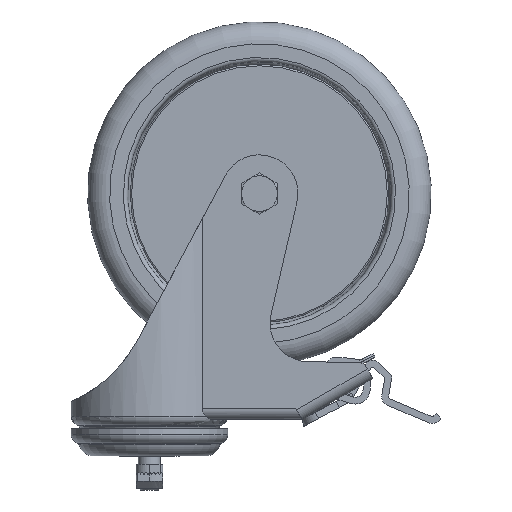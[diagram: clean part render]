
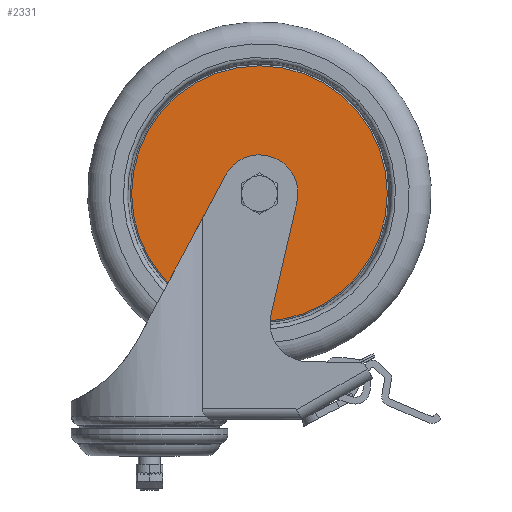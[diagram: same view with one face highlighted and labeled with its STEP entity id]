
A CAD part, front view. The second image highlights one B-rep face of the part: STEP entity #2331.
In plain terms, the highlighted face is planar.
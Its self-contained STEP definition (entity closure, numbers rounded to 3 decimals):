
#2331=ADVANCED_FACE('',(#2893,#2894),#2895,.T.);
#2893=FACE_BOUND('',#3894,.T.);
#2894=FACE_OUTER_BOUND('',#3895,.T.);
#2895=PLANE('',#3896);
#3894=EDGE_LOOP('',(#5401));
#3895=EDGE_LOOP('',(#5402));
#3896=AXIS2_PLACEMENT_3D('',#5403,#5404,#5405);
#5401=ORIENTED_EDGE('',*,*,#8528,.T.);
#5402=ORIENTED_EDGE('',*,*,#8532,.F.);
#5403=CARTESIAN_POINT('',(46.5,0.0,0.));
#5404=DIRECTION('',(0.0,0.0,-1.0));
#5405=DIRECTION('',(-1.0,0.0,0.0));
#8528=EDGE_CURVE('',#9821,#9821,#9822,.T.);
#8532=EDGE_CURVE('',#9829,#9829,#9830,.T.);
#9821=VERTEX_POINT('',#11915);
#9822=CIRCLE('',#11916,10.0);
#9829=VERTEX_POINT('',#11923);
#9830=CIRCLE('',#11924,46.5);
#11915=CARTESIAN_POINT('',(10.0,0.0,0.0));
#11916=AXIS2_PLACEMENT_3D('',#14935,#14936,#14937);
#11923=CARTESIAN_POINT('',(46.5,0.0,0.));
#11924=AXIS2_PLACEMENT_3D('',#14947,#14948,#14949);
#14935=CARTESIAN_POINT('',(0.0,0.0,0.0));
#14936=DIRECTION('',(0.0,0.0,1.0));
#14937=DIRECTION('',(1.0,0.0,0.0));
#14947=CARTESIAN_POINT('',(0.0,0.0,0.));
#14948=DIRECTION('',(0.0,0.0,1.0));
#14949=DIRECTION('',(1.0,0.0,0.0));
